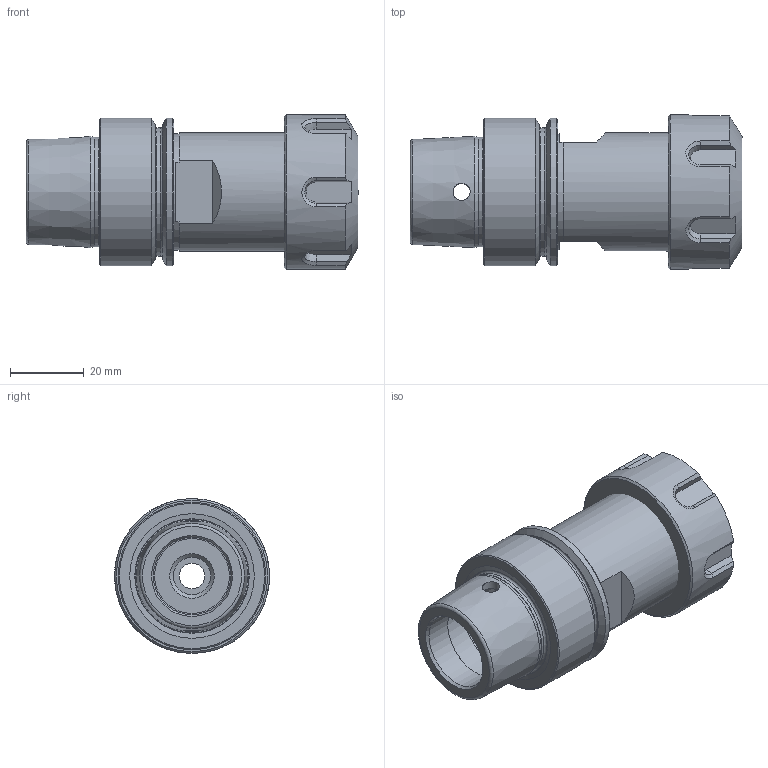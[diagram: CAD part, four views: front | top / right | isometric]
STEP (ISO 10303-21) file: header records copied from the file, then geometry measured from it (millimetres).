
FILE_DESCRIPTION(/* description */ (''),/* implementation_level */ '2;1');
FILE_NAME(/* name */ '40_12_16_2.iam.stp',/* time_stamp */ '2018-03-12T10:20:43+01:00',/* author */ ('zürn'),/* organization */ (''),/* preprocessor_version */ 'ST-DEVELOPER v16.1',/* originating_system */ 'Autodesk Inventor 2016',/* authorisation */ '');
FILE_SCHEMA (('CONFIG_CONTROL_DESIGN'));
Length unit declared in the file: millimetre
Products named in the file (3): 40_12_16_2; 725120_UMQER25; 40_12_16_2_1
Assembly tree (2 placements, depth 2):
  40_12_16_2_1
    40_12_16_2
    725120_UMQER25
Bounding box: 90 x 42 x 42 mm (x, y, z)
Volume: 57047.5 mm3; surface area: 21830.4 mm2
Topology: 2 solids, 2 shells, 118 faces, 278 edges, 173 vertices
Faces by surface type: plane 42, cone 26, cylinder 22, bspline 18, torus 10
Full cylindrical faces by diameter (mm): 4.6 x2, 6.917 x1, 10.106 x1, 12.5 x1, 17.5 x1, 20.7 x1, 21 x1, 21.8 x1, 25.5 x1, 25.75 x1, 28.376 x1, 29.6 x1, 31.5 x1, 32 x1, 32.5 x1, 34.8 x1, 40 x2, 42 x1
Entity records: 3736 total; most frequent: CARTESIAN_POINT 1397, ORIENTED_EDGE 436, DIRECTION 426, EDGE_CURVE 218, AXIS2_PLACEMENT_3D 191, EDGE_LOOP 182, VERTEX_POINT 160, FACE_OUTER_BOUND 118
